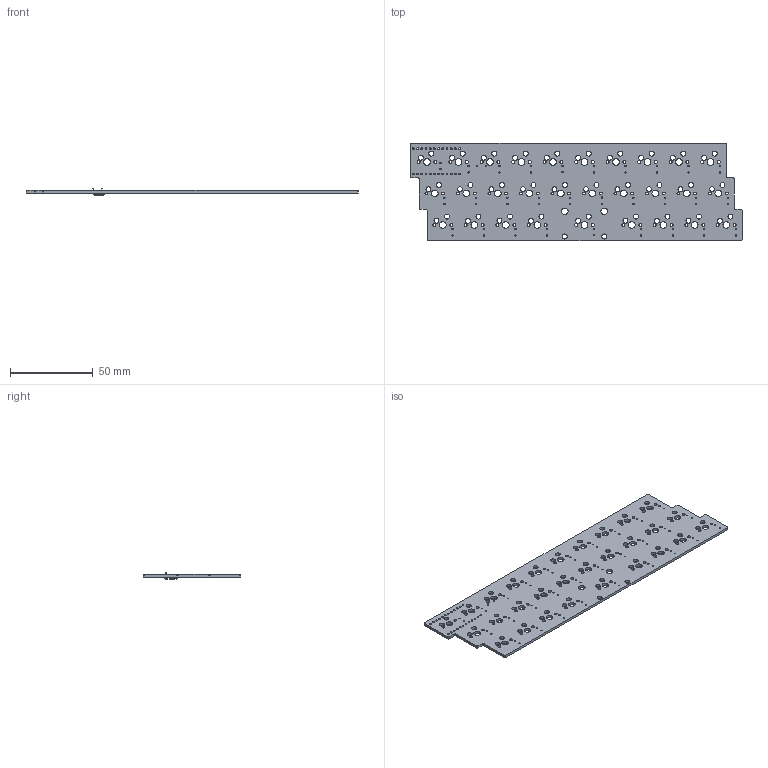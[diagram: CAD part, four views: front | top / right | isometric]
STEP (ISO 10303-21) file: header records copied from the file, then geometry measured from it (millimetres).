
FILE_DESCRIPTION(('KiCad electronic assembly'),'2;1');
FILE_NAME('omega.step','2020-06-17T21:10:40',('An Author'),('A Company') ,'Open CASCADE STEP processor 6.9','KiCad to STEP converter','Unknown' );
FILE_SCHEMA(('AUTOMOTIVE_DESIGN { 1 0 10303 214 1 1 1 1 }'));
Length unit declared in the file: millimetre
Products named in the file (6): Open CASCADE STEP translator 6.9 1; R_Axial_DIN0204_L3.6mm_D1.6mm_P5.08mm_Horizontal; SOLID; SW_SPST_TL3342; COMPOUND
Assembly tree (5 placements, depth 3):
  Open CASCADE STEP translator 6.9 1
    R_Axial_DIN0204_L3.6mm_D1.6mm_P5.08mm_Horizontal
      SOLID
    SW_SPST_TL3342
      SOLID
    COMPOUND
Bounding box: 200.79 x 58.93 x 4.6 mm (x, y, z)
Volume: 16412.1 mm3; surface area: 23832.3 mm2
Topology: 3 solids, 4 shells, 467 faces, 1311 edges, 863 vertices
Faces by surface type: cylinder 287, plane 159, bspline 16, torus 5
Full cylindrical faces by diameter (mm): 0.5 x2, 0.7 x2, 0.8 x58, 1.1 x24, 1.44 x1, 1.6 x2, 1.75 x58, 2 x1, 3 x58, 3.048 x2, 3.988 x31
Entity records: 37852 total; most frequent: CARTESIAN_POINT 8807, DIRECTION 5230, LINE 2639, VECTOR 2639, ORIENTED_EDGE 2622, PCURVE 2622, DEFINITIONAL_REPRESENTATION 2622, EDGE_CURVE 1311
